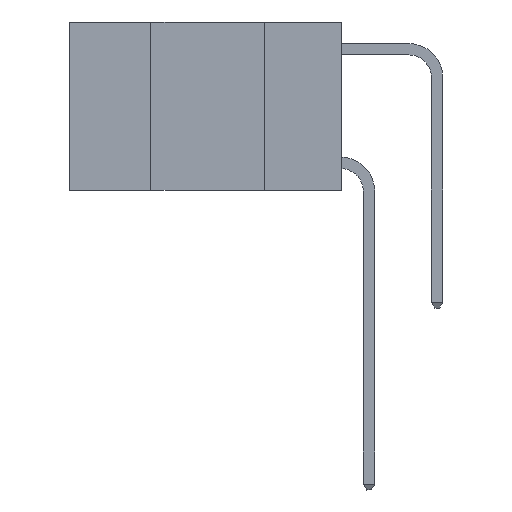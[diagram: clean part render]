
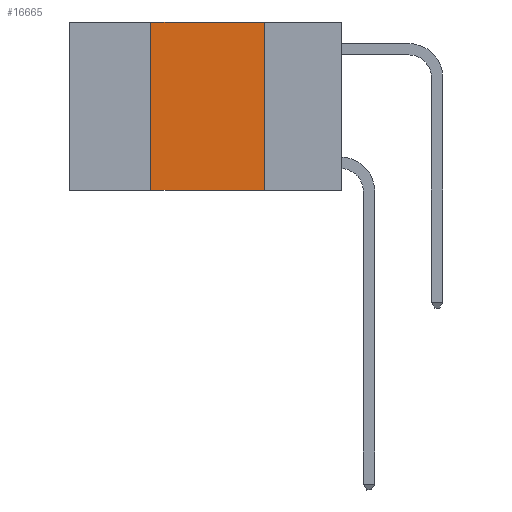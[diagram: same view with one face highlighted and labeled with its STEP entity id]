
A CAD part, left-side view. The second image highlights one B-rep face of the part: STEP entity #16665.
In plain terms, the highlighted planar face has unit normal (-1, 0, 0).
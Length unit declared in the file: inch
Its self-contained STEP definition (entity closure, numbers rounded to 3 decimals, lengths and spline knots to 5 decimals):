
#258 = EDGE_CURVE ( 'NONE', #15877, #8529, #6571, .T. ) ;
#1133 = CARTESIAN_POINT ( 'NONE',  ( 0., 0.6, 0. ) ) ;
#2373 = VECTOR ( 'NONE', #8442, 39.37008 ) ;
#3567 = ORIENTED_EDGE ( 'NONE', *, *, #258, .F. ) ;
#3627 = CARTESIAN_POINT ( 'NONE',  ( 0., 0.42, -0.37 ) ) ;
#3667 = CARTESIAN_POINT ( 'NONE',  ( 0., 0.17, 0. ) ) ;
#3828 = VERTEX_POINT ( 'NONE', #13030 ) ;
#4197 = LINE ( 'NONE', #11181, #13085 ) ;
#5021 = VERTEX_POINT ( 'NONE', #3627 ) ;
#6502 = DIRECTION ( 'NONE',  ( 0., 0., -1. ) ) ;
#6571 = LINE ( 'NONE', #11575, #20817 ) ;
#6896 = DIRECTION ( 'NONE',  ( 0., 0., 1. ) ) ;
#7515 = EDGE_CURVE ( 'NONE', #5021, #15877, #22854, .T. ) ;
#7760 = EDGE_CURVE ( 'NONE', #5021, #3828, #4197, .T. ) ;
#8294 = VECTOR ( 'NONE', #6896, 39.37008 ) ;
#8442 = DIRECTION ( 'NONE',  ( 0., 0., -1. ) ) ;
#8529 = VERTEX_POINT ( 'NONE', #3667 ) ;
#9600 = ORIENTED_EDGE ( 'NONE', *, *, #17036, .F. ) ;
#10580 = ORIENTED_EDGE ( 'NONE', *, *, #7760, .T. ) ;
#11181 = CARTESIAN_POINT ( 'NONE',  ( 0., 0.6, -0.37 ) ) ;
#11575 = CARTESIAN_POINT ( 'NONE',  ( 0., 0.6, 0. ) ) ;
#13030 = CARTESIAN_POINT ( 'NONE',  ( 0., 0.17, -0.37 ) ) ;
#13085 = VECTOR ( 'NONE', #22035, 39.37008 ) ;
#13660 = DIRECTION ( 'NONE',  ( 0., -1., 0. ) ) ;
#14475 = CARTESIAN_POINT ( 'NONE',  ( 0., 0.42, 0. ) ) ;
#15232 = CARTESIAN_POINT ( 'NONE',  ( 0., 0.17, 0. ) ) ;
#15877 = VERTEX_POINT ( 'NONE', #14475 ) ;
#16229 = EDGE_LOOP ( 'NONE', ( #9600, #3567, #22091, #10580 ) ) ;
#16665 = ADVANCED_FACE ( 'NONE', ( #18884 ), #17156, .F. ) ;
#17036 = EDGE_CURVE ( 'NONE', #8529, #3828, #17123, .T. ) ;
#17123 = LINE ( 'NONE', #15232, #2373 ) ;
#17156 = PLANE ( 'NONE',  #22878 ) ;
#17673 = CARTESIAN_POINT ( 'NONE',  ( 0., 0.42, 0. ) ) ;
#18884 = FACE_OUTER_BOUND ( 'NONE', #16229, .T. ) ;
#20817 = VECTOR ( 'NONE', #13660, 39.37008 ) ;
#22035 = DIRECTION ( 'NONE',  ( 0., -1., 0. ) ) ;
#22091 = ORIENTED_EDGE ( 'NONE', *, *, #7515, .F. ) ;
#22468 = DIRECTION ( 'NONE',  ( 1., 0., 0. ) ) ;
#22854 = LINE ( 'NONE', #17673, #8294 ) ;
#22878 = AXIS2_PLACEMENT_3D ( 'NONE', #1133, #22468, #6502 ) ;
